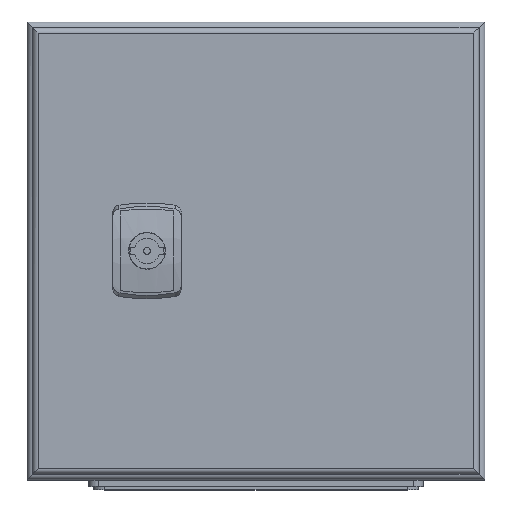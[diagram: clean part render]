
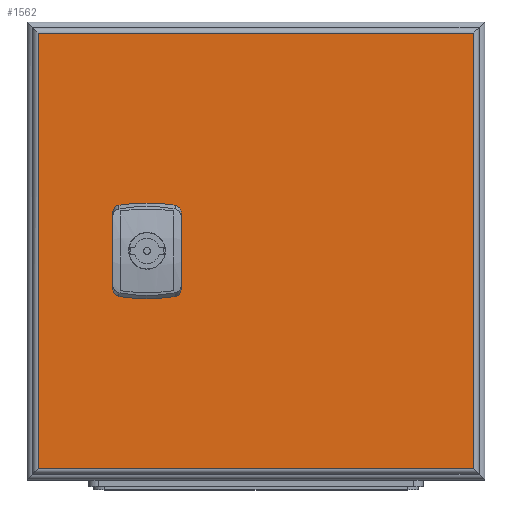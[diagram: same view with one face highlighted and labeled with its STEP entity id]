
A CAD part, top view. The second image highlights one B-rep face of the part: STEP entity #1562.
In plain terms, the highlighted planar face has unit normal (0, 0, 1).
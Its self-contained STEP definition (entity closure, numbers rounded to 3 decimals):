
#1562 = ADVANCED_FACE( '', ( #3442, #3443 ), #3444, .F. );
#3442 = FACE_BOUND( '', #5685, .T. );
#3443 = FACE_OUTER_BOUND( '', #5686, .T. );
#3444 = PLANE( '', #5687 );
#5685 = EDGE_LOOP( '', ( #9635, #9636, #9637, #9638, #9639, #9640, #9641, #9642, #9643, #9644, #9645, #9646, #9647, #9648, #9649, #9650 ) );
#5686 = EDGE_LOOP( '', ( #9651, #9652, #9653, #9654 ) );
#5687 = AXIS2_PLACEMENT_3D( '', #9655, #9656, #9657 );
#9635 = ORIENTED_EDGE( '', *, *, #12969, .F. );
#9636 = ORIENTED_EDGE( '', *, *, #13364, .F. );
#9637 = ORIENTED_EDGE( '', *, *, #13014, .F. );
#9638 = ORIENTED_EDGE( '', *, *, #12416, .F. );
#9639 = ORIENTED_EDGE( '', *, *, #12925, .F. );
#9640 = ORIENTED_EDGE( '', *, *, #13092, .F. );
#9641 = ORIENTED_EDGE( '', *, *, #12107, .F. );
#9642 = ORIENTED_EDGE( '', *, *, #13023, .F. );
#9643 = ORIENTED_EDGE( '', *, *, #13365, .F. );
#9644 = ORIENTED_EDGE( '', *, *, #13366, .F. );
#9645 = ORIENTED_EDGE( '', *, *, #13367, .F. );
#9646 = ORIENTED_EDGE( '', *, *, #13368, .F. );
#9647 = ORIENTED_EDGE( '', *, *, #13369, .F. );
#9648 = ORIENTED_EDGE( '', *, *, #12170, .F. );
#9649 = ORIENTED_EDGE( '', *, *, #13203, .F. );
#9650 = ORIENTED_EDGE( '', *, *, #13370, .F. );
#9651 = ORIENTED_EDGE( '', *, *, #13371, .F. );
#9652 = ORIENTED_EDGE( '', *, *, #13299, .F. );
#9653 = ORIENTED_EDGE( '', *, *, #13372, .T. );
#9654 = ORIENTED_EDGE( '', *, *, #13373, .T. );
#9655 = CARTESIAN_POINT( '', ( -97.5, 97.5, 0. ) );
#9656 = DIRECTION( '', ( 0., 0., -1. ) );
#9657 = DIRECTION( '', ( -1., 0., 0. ) );
#12107 = EDGE_CURVE( '', #14265, #14266, #14267, .T. );
#12170 = EDGE_CURVE( '', #14367, #14368, #14369, .T. );
#12416 = EDGE_CURVE( '', #14784, #14785, #14786, .T. );
#12925 = EDGE_CURVE( '', #15598, #14784, #15599, .T. );
#12969 = EDGE_CURVE( '', #15669, #15670, #15671, .T. );
#13014 = EDGE_CURVE( '', #14785, #15737, #15738, .T. );
#13023 = EDGE_CURVE( '', #15752, #14265, #15753, .T. );
#13092 = EDGE_CURVE( '', #14266, #15598, #15845, .T. );
#13203 = EDGE_CURVE( '', #16003, #14367, #16004, .T. );
#13299 = EDGE_CURVE( '', #16126, #16128, #16129, .T. );
#13364 = EDGE_CURVE( '', #15737, #15669, #16213, .T. );
#13365 = EDGE_CURVE( '', #16214, #15752, #16215, .T. );
#13366 = EDGE_CURVE( '', #16216, #16214, #16217, .T. );
#13367 = EDGE_CURVE( '', #16218, #16216, #16219, .T. );
#13368 = EDGE_CURVE( '', #16220, #16218, #16221, .T. );
#13369 = EDGE_CURVE( '', #14368, #16220, #16222, .T. );
#13370 = EDGE_CURVE( '', #15670, #16003, #16223, .T. );
#13371 = EDGE_CURVE( '', #16128, #16224, #16225, .T. );
#13372 = EDGE_CURVE( '', #16126, #16226, #16227, .T. );
#13373 = EDGE_CURVE( '', #16226, #16224, #16228, .T. );
#14265 = VERTEX_POINT( '', #17377 );
#14266 = VERTEX_POINT( '', #17378 );
#14267 = LINE( '', #17379, #17380 );
#14367 = VERTEX_POINT( '', #17503 );
#14368 = VERTEX_POINT( '', #17504 );
#14369 = CIRCLE( '', #17505, 1.25 );
#14784 = VERTEX_POINT( '', #18033 );
#14785 = VERTEX_POINT( '', #18034 );
#14786 = LINE( '', #18035, #18036 );
#15598 = VERTEX_POINT( '', #19196 );
#15599 = LINE( '', #19197, #19198 );
#15669 = VERTEX_POINT( '', #19297 );
#15670 = VERTEX_POINT( '', #19298 );
#15671 = CIRCLE( '', #19299, 11.3 );
#15737 = VERTEX_POINT( '', #19388 );
#15738 = CIRCLE( '', #19389, 11.3 );
#15752 = VERTEX_POINT( '', #19408 );
#15753 = LINE( '', #19409, #19410 );
#15845 = CIRCLE( '', #19561, 1.25 );
#16003 = VERTEX_POINT( '', #19755 );
#16004 = LINE( '', #19756, #19757 );
#16126 = VERTEX_POINT( '', #19913 );
#16128 = VERTEX_POINT( '', #19915 );
#16129 = LINE( '', #19916, #19917 );
#16213 = LINE( '', #20030, #20031 );
#16214 = VERTEX_POINT( '', #20032 );
#16215 = CIRCLE( '', #20033, 11.3 );
#16216 = VERTEX_POINT( '', #20034 );
#16217 = LINE( '', #20035, #20036 );
#16218 = VERTEX_POINT( '', #20037 );
#16219 = CIRCLE( '', #20038, 11.3 );
#16220 = VERTEX_POINT( '', #20039 );
#16221 = LINE( '', #20040, #20041 );
#16222 = LINE( '', #20042, #20043 );
#16223 = LINE( '', #20044, #20045 );
#16224 = VERTEX_POINT( '', #20046 );
#16225 = LINE( '', #20047, #20048 );
#16226 = VERTEX_POINT( '', #20049 );
#16227 = LINE( '', #20050, #20051 );
#16228 = LINE( '', #20052, #20053 );
#17377 = CARTESIAN_POINT( '', ( -46.25, 10.15, 0. ) );
#17378 = CARTESIAN_POINT( '', ( -46.25, 10.75, 0. ) );
#17379 = CARTESIAN_POINT( '', ( -46.25, 10.15, 0. ) );
#17380 = VECTOR( '', #21193, 1000. );
#17503 = CARTESIAN_POINT( '', ( -48.75, -10.75, 0. ) );
#17504 = CARTESIAN_POINT( '', ( -46.25, -10.75, 0. ) );
#17505 = AXIS2_PLACEMENT_3D( '', #21292, #21293, #21294 );
#18033 = CARTESIAN_POINT( '', ( -48.75, 10.15, 0. ) );
#18034 = CARTESIAN_POINT( '', ( -52.467, 10.15, 0. ) );
#18035 = CARTESIAN_POINT( '', ( -48.75, 10.15, 0. ) );
#18036 = VECTOR( '', #21639, 1000. );
#19196 = CARTESIAN_POINT( '', ( -48.75, 10.75, 0. ) );
#19197 = CARTESIAN_POINT( '', ( -48.75, 10.75, 0. ) );
#19198 = VECTOR( '', #22334, 1000. );
#19297 = CARTESIAN_POINT( '', ( -57.65, -4.967, 0. ) );
#19298 = CARTESIAN_POINT( '', ( -52.467, -10.15, 0. ) );
#19299 = AXIS2_PLACEMENT_3D( '', #22389, #22390, #22391 );
#19388 = CARTESIAN_POINT( '', ( -57.65, 4.967, 0. ) );
#19389 = AXIS2_PLACEMENT_3D( '', #22445, #22446, #22447 );
#19408 = CARTESIAN_POINT( '', ( -42.533, 10.15, 0. ) );
#19409 = CARTESIAN_POINT( '', ( -42.533, 10.15, 0. ) );
#19410 = VECTOR( '', #22456, 1000. );
#19561 = AXIS2_PLACEMENT_3D( '', #22541, #22542, #22543 );
#19755 = CARTESIAN_POINT( '', ( -48.75, -10.15, 0. ) );
#19756 = CARTESIAN_POINT( '', ( -48.75, -10.15, 0. ) );
#19757 = VECTOR( '', #22715, 1000. );
#19913 = CARTESIAN_POINT( '', ( 95.1, 95.1, 0. ) );
#19915 = CARTESIAN_POINT( '', ( 95.1, -95.1, 0. ) );
#19916 = CARTESIAN_POINT( '', ( 95.1, 97.5, 0. ) );
#19917 = VECTOR( '', #22831, 1000. );
#20030 = CARTESIAN_POINT( '', ( -57.65, 4.967, 0. ) );
#20031 = VECTOR( '', #22900, 1000. );
#20032 = CARTESIAN_POINT( '', ( -37.35, 4.967, 0. ) );
#20033 = AXIS2_PLACEMENT_3D( '', #22901, #22902, #22903 );
#20034 = CARTESIAN_POINT( '', ( -37.35, -4.967, 0. ) );
#20035 = CARTESIAN_POINT( '', ( -37.35, -4.967, 0. ) );
#20036 = VECTOR( '', #22904, 1000. );
#20037 = CARTESIAN_POINT( '', ( -42.533, -10.15, 0. ) );
#20038 = AXIS2_PLACEMENT_3D( '', #22905, #22906, #22907 );
#20039 = CARTESIAN_POINT( '', ( -46.25, -10.15, 0. ) );
#20040 = CARTESIAN_POINT( '', ( -46.25, -10.15, 0. ) );
#20041 = VECTOR( '', #22908, 1000. );
#20042 = CARTESIAN_POINT( '', ( -46.25, -10.75, 0. ) );
#20043 = VECTOR( '', #22909, 1000. );
#20044 = CARTESIAN_POINT( '', ( -52.467, -10.15, 0. ) );
#20045 = VECTOR( '', #22910, 1000. );
#20046 = CARTESIAN_POINT( '', ( -95.1, -95.1, 0. ) );
#20047 = CARTESIAN_POINT( '', ( 97.5, -95.1, 0. ) );
#20048 = VECTOR( '', #22911, 1000. );
#20049 = CARTESIAN_POINT( '', ( -95.1, 95.1, 0. ) );
#20050 = CARTESIAN_POINT( '', ( 97.5, 95.1, 0. ) );
#20051 = VECTOR( '', #22912, 1000. );
#20052 = CARTESIAN_POINT( '', ( -95.1, 97.5, 0. ) );
#20053 = VECTOR( '', #22913, 1000. );
#21193 = DIRECTION( '', ( 0., 1., 0. ) );
#21292 = CARTESIAN_POINT( '', ( -47.5, -10.75, 0. ) );
#21293 = DIRECTION( '', ( 0., 0., 1. ) );
#21294 = DIRECTION( '', ( 1., 0., 0. ) );
#21639 = DIRECTION( '', ( -1., 0., 0. ) );
#22334 = DIRECTION( '', ( 0., -1., 0. ) );
#22389 = CARTESIAN_POINT( '', ( -47.5, 0., 0. ) );
#22390 = DIRECTION( '', ( 0., 0., 1. ) );
#22391 = DIRECTION( '', ( 1., 0., 0. ) );
#22445 = CARTESIAN_POINT( '', ( -47.5, 0., 0. ) );
#22446 = DIRECTION( '', ( 0., 0., 1. ) );
#22447 = DIRECTION( '', ( 1., 0., 0. ) );
#22456 = DIRECTION( '', ( -1., 0., 0. ) );
#22541 = CARTESIAN_POINT( '', ( -47.5, 10.75, 0. ) );
#22542 = DIRECTION( '', ( 0., 0., 1. ) );
#22543 = DIRECTION( '', ( 1., 0., 0. ) );
#22715 = DIRECTION( '', ( 0., -1., 0. ) );
#22831 = DIRECTION( '', ( 0., -1., 0. ) );
#22900 = DIRECTION( '', ( 0., -1., 0. ) );
#22901 = CARTESIAN_POINT( '', ( -47.5, 0., 0. ) );
#22902 = DIRECTION( '', ( 0., 0., 1. ) );
#22903 = DIRECTION( '', ( 1., 0., 0. ) );
#22904 = DIRECTION( '', ( 0., 1., 0. ) );
#22905 = CARTESIAN_POINT( '', ( -47.5, 0., 0. ) );
#22906 = DIRECTION( '', ( 0., 0., 1. ) );
#22907 = DIRECTION( '', ( 1., 0., 0. ) );
#22908 = DIRECTION( '', ( 1., 0., 0. ) );
#22909 = DIRECTION( '', ( 0., 1., 0. ) );
#22910 = DIRECTION( '', ( 1., 0., 0. ) );
#22911 = DIRECTION( '', ( -1., 0., 0. ) );
#22912 = DIRECTION( '', ( -1., 0., 0. ) );
#22913 = DIRECTION( '', ( 0., -1., 0. ) );
